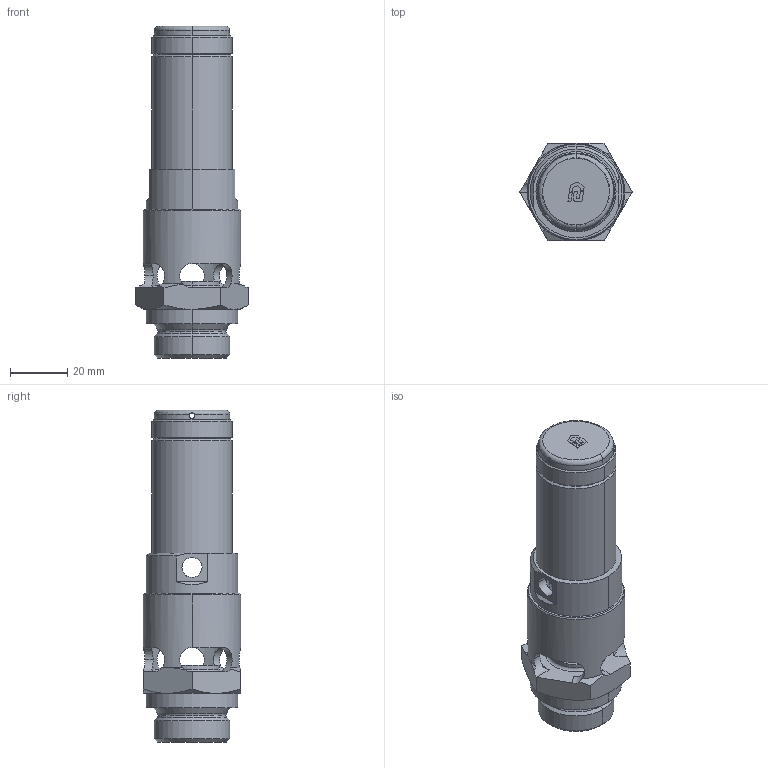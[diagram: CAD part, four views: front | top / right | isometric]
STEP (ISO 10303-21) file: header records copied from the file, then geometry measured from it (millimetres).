
FILE_DESCRIPTION(('HOOPS Exchange Step'),'2;1');
FILE_NAME('SV02_DN20.stp','2026-01-09T16:02:08+01:00',('nieru'),('Unknown organisation'),'HOOPS Exchange 2024.2','HOOPS Exchange','Unknown authorisation');
FILE_SCHEMA( ('AP203_CONFIGURATION_CONTROLLED_3D_DESIGN_OF_MECHANICAL_PARTS_AND_ASSEMBLIES_MIM_LF') );
Length unit declared in the file: millimetre
Products named in the file (2): 0; root
Assembly tree (1 placements, depth 2):
  root
    0
Bounding box: 39.26 x 34 x 116 mm (x, y, z)
Volume: 36569.8 mm3; surface area: 27100.1 mm2
Topology: 4 solids, 4 shells, 216 faces, 552 edges, 348 vertices
Faces by surface type: cylinder 77, plane 69, cone 50, torus 18, bspline 2
Entity records: 8582 total; most frequent: CARTESIAN_POINT 3383, ORIENTED_EDGE 1104, DIRECTION 1050, EDGE_CURVE 552, AXIS2_PLACEMENT_3D 418, VERTEX_POINT 348, EDGE_LOOP 246, FACE_BOUND 246
